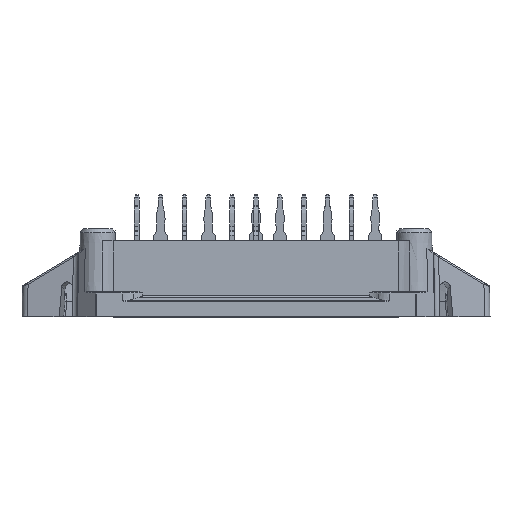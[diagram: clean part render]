
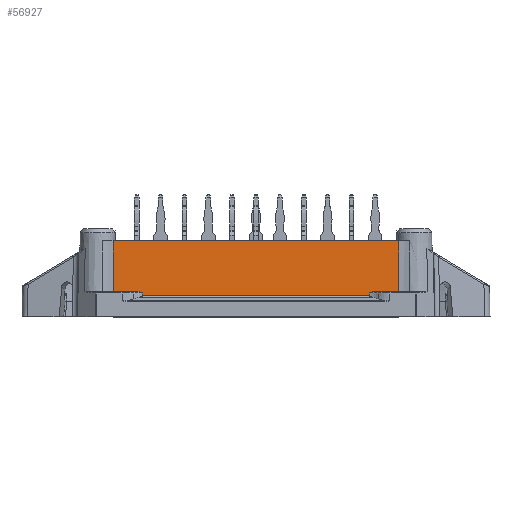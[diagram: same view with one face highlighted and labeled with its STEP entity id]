
A CAD part, front view. The second image highlights one B-rep face of the part: STEP entity #56927.
In plain terms, the highlighted planar face has unit normal (0, -1, 0.018).
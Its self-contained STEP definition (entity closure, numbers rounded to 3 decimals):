
#3016=B_SPLINE_CURVE_WITH_KNOTS('',3,(#78776,#78777,#78778,#78779,#78780,
#78781,#78782),.UNSPECIFIED.,.F.,.F.,(4,1,1,1,4),(0.,
0.,0.,0.,0.001),
 .UNSPECIFIED.);
#3026=B_SPLINE_CURVE_WITH_KNOTS('',3,(#78920,#78921,#78922,#78923),
 .UNSPECIFIED.,.F.,.F.,(4,4),(0.,0.001),
 .UNSPECIFIED.);
#3027=B_SPLINE_CURVE_WITH_KNOTS('',3,(#78937,#78938,#78939,#78940),
 .UNSPECIFIED.,.F.,.F.,(4,4),(0.001,0.001),
 .UNSPECIFIED.);
#3051=B_SPLINE_CURVE_WITH_KNOTS('',3,(#79227,#79228,#79229,#79230),
 .UNSPECIFIED.,.F.,.F.,(4,4),(0.,0.007),
 .UNSPECIFIED.);
#3053=B_SPLINE_CURVE_WITH_KNOTS('',3,(#79239,#79240,#79241,#79242,#79243,
#79244),.UNSPECIFIED.,.F.,.F.,(4,1,1,4),(0.,0.,0.001,
0.001),.UNSPECIFIED.);
#3054=B_SPLINE_CURVE_WITH_KNOTS('',3,(#79256,#79257,#79258,#79259),
 .UNSPECIFIED.,.F.,.F.,(4,4),(0.,0.007),.UNSPECIFIED.);
#5042=ORIENTED_EDGE('',*,*,#16884,.T.);
#5043=ORIENTED_EDGE('',*,*,#16840,.T.);
#5044=ORIENTED_EDGE('',*,*,#16891,.T.);
#5045=ORIENTED_EDGE('',*,*,#16833,.T.);
#5046=ORIENTED_EDGE('',*,*,#16910,.F.);
#5047=ORIENTED_EDGE('',*,*,#16979,.T.);
#5048=ORIENTED_EDGE('',*,*,#16212,.T.);
#5049=ORIENTED_EDGE('',*,*,#16988,.T.);
#5050=ORIENTED_EDGE('',*,*,#16989,.T.);
#5051=ORIENTED_EDGE('',*,*,#16982,.T.);
#16212=EDGE_CURVE('',#22291,#22290,#25778,.F.);
#16833=EDGE_CURVE('',#22846,#22847,#3016,.T.);
#16840=EDGE_CURVE('',#22851,#22853,#26057,.F.);
#16884=EDGE_CURVE('',#22881,#22851,#3026,.T.);
#16891=EDGE_CURVE('',#22853,#22846,#3027,.T.);
#16910=EDGE_CURVE('',#22899,#22847,#26077,.F.);
#16979=EDGE_CURVE('',#22899,#22291,#3051,.T.);
#16982=EDGE_CURVE('',#22942,#22881,#3053,.T.);
#16988=EDGE_CURVE('',#22290,#22946,#3054,.T.);
#16989=EDGE_CURVE('',#22946,#22942,#26107,.F.);
#22290=VERTEX_POINT('',#77001);
#22291=VERTEX_POINT('',#77003);
#22846=VERTEX_POINT('',#78783);
#22847=VERTEX_POINT('',#78784);
#22851=VERTEX_POINT('',#78798);
#22853=VERTEX_POINT('',#78807);
#22881=VERTEX_POINT('',#78924);
#22899=VERTEX_POINT('',#78983);
#22942=VERTEX_POINT('',#79245);
#22946=VERTEX_POINT('',#79260);
#25778=LINE('',#77002,#29648);
#26057=LINE('',#78808,#29927);
#26077=LINE('',#78984,#29947);
#26107=LINE('',#79261,#29977);
#29648=VECTOR('',#64325,1000.);
#29927=VECTOR('',#65242,1000.);
#29947=VECTOR('',#65388,1000.);
#29977=VECTOR('',#65514,1000.);
#33490=EDGE_LOOP('',(#5042,#5043,#5044,#5045,#5046,#5047,#5048,#5049,#5050,
#5051));
#36082=FACE_BOUND('',#33490,.T.);
#38484=PLANE('',#59951);
#56927=ADVANCED_FACE('',(#36082),#38484,.T.);
#59951=AXIS2_PLACEMENT_3D('',#79255,#65512,#65513);
#64325=DIRECTION('',(1.,0.,0.));
#65242=DIRECTION('',(-1.,0.,0.));
#65388=DIRECTION('',(1.,0.,0.));
#65512=DIRECTION('',(0.,-1.,0.017));
#65513=DIRECTION('',(0.,0.017,1.));
#65514=DIRECTION('',(-1.,0.,0.));
#77001=CARTESIAN_POINT('',(-19.154,-16.103,10.2));
#77002=CARTESIAN_POINT('',(-26.5,-16.103,10.2));
#77003=CARTESIAN_POINT('',(19.154,-16.103,10.2));
#78776=CARTESIAN_POINT('',(15.277,-16.225,3.203));
#78777=CARTESIAN_POINT('',(15.277,-16.224,3.233));
#78778=CARTESIAN_POINT('',(15.331,-16.223,3.273));
#78779=CARTESIAN_POINT('',(15.431,-16.223,3.319));
#78780=CARTESIAN_POINT('',(15.627,-16.222,3.377));
#78781=CARTESIAN_POINT('',(15.794,-16.221,3.4));
#78782=CARTESIAN_POINT('',(15.909,-16.221,3.4));
#78783=CARTESIAN_POINT('',(15.277,-16.225,3.203));
#78784=CARTESIAN_POINT('',(15.909,-16.221,3.4));
#78798=CARTESIAN_POINT('',(-15.277,-16.231,2.822));
#78807=CARTESIAN_POINT('',(15.277,-16.231,2.822));
#78808=CARTESIAN_POINT('',(15.276,-16.231,2.822));
#78920=CARTESIAN_POINT('',(-15.277,-16.225,3.203));
#78921=CARTESIAN_POINT('',(-15.277,-16.227,3.076));
#78922=CARTESIAN_POINT('',(-15.277,-16.229,2.949));
#78923=CARTESIAN_POINT('',(-15.277,-16.231,2.822));
#78924=CARTESIAN_POINT('',(-15.277,-16.225,3.203));
#78937=CARTESIAN_POINT('',(15.277,-16.231,2.822));
#78938=CARTESIAN_POINT('',(15.277,-16.229,2.949));
#78939=CARTESIAN_POINT('',(15.277,-16.227,3.076));
#78940=CARTESIAN_POINT('',(15.277,-16.225,3.203));
#78983=CARTESIAN_POINT('',(19.136,-16.221,3.4));
#78984=CARTESIAN_POINT('',(-26.5,-16.221,3.4));
#79227=CARTESIAN_POINT('',(19.136,-16.221,3.4));
#79228=CARTESIAN_POINT('',(19.142,-16.182,5.667));
#79229=CARTESIAN_POINT('',(19.148,-16.142,7.933));
#79230=CARTESIAN_POINT('',(19.154,-16.103,10.2));
#79239=CARTESIAN_POINT('',(-15.909,-16.221,3.4));
#79240=CARTESIAN_POINT('',(-15.794,-16.221,3.4));
#79241=CARTESIAN_POINT('',(-15.619,-16.222,3.378));
#79242=CARTESIAN_POINT('',(-15.415,-16.223,3.31));
#79243=CARTESIAN_POINT('',(-15.277,-16.224,3.262));
#79244=CARTESIAN_POINT('',(-15.277,-16.225,3.203));
#79245=CARTESIAN_POINT('',(-15.909,-16.221,3.4));
#79255=CARTESIAN_POINT('',(-26.5,-16.23,2.9));
#79256=CARTESIAN_POINT('',(-19.154,-16.103,10.2));
#79257=CARTESIAN_POINT('',(-19.148,-16.142,7.933));
#79258=CARTESIAN_POINT('',(-19.142,-16.182,5.667));
#79259=CARTESIAN_POINT('',(-19.136,-16.221,3.4));
#79260=CARTESIAN_POINT('',(-19.136,-16.221,3.4));
#79261=CARTESIAN_POINT('',(-26.5,-16.221,3.4));
